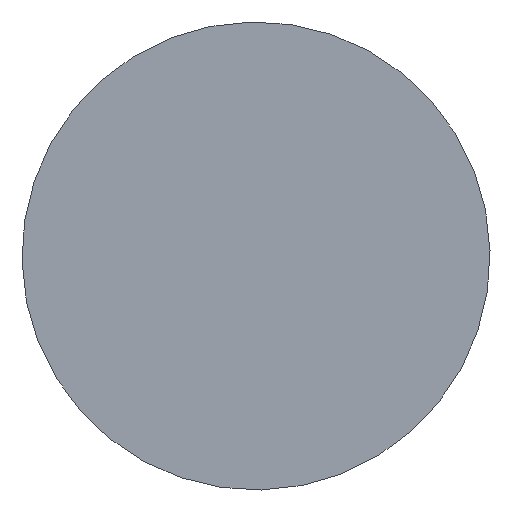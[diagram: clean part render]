
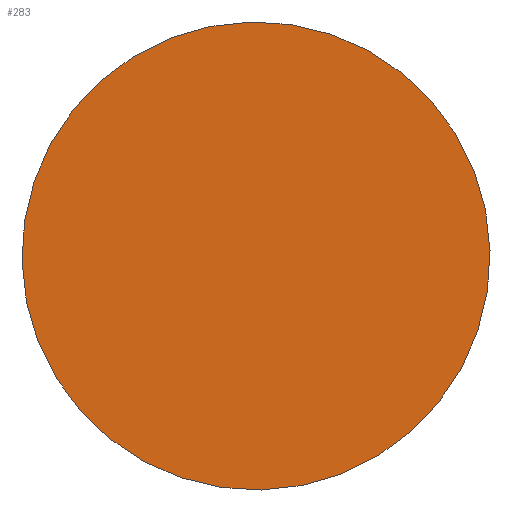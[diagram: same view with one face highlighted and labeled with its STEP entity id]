
A CAD part, front view. The second image highlights one B-rep face of the part: STEP entity #283.
In plain terms, the highlighted planar face has unit normal (0, -1, 0).
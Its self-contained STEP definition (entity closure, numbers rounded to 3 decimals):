
#217=AXIS2_PLACEMENT_3D('Circle Axis2P3D',#215,#216,$) ;
#236=AXIS2_PLACEMENT_3D('Circle Axis2P3D',#234,#235,$) ;
#277=AXIS2_PLACEMENT_3D('Plane Axis2P3D',#274,#275,#276) ;
#212=CARTESIAN_POINT('Vertex',(5.993,0.,10.97)) ;
#215=CARTESIAN_POINT('Axis2P3D Location',(0.,0.,0.)) ;
#219=CARTESIAN_POINT('Vertex',(-5.993,0.,-10.97)) ;
#234=CARTESIAN_POINT('Axis2P3D Location',(0.,0.,0.)) ;
#274=CARTESIAN_POINT('Axis2P3D Location',(0.,0.,0.)) ;
#216=DIRECTION('Axis2P3D Direction',(0.,1.,0.)) ;
#235=DIRECTION('Axis2P3D Direction',(0.,1.,0.)) ;
#275=DIRECTION('Axis2P3D Direction',(0.,1.,0.)) ;
#276=DIRECTION('Axis2P3D XDirection',(1.,-0.,0.)) ;
#280=ORIENTED_EDGE('',*,*,#221,.F.) ;
#281=ORIENTED_EDGE('',*,*,#238,.F.) ;
#283=ADVANCED_FACE('PartBody',(#282),#278,.F.) ;
#218=CIRCLE('generated circle',#217,12.5) ;
#237=CIRCLE('generated circle',#236,12.5) ;
#221=EDGE_CURVE('',#213,#220,#218,.T.) ;
#238=EDGE_CURVE('',#220,#213,#237,.T.) ;
#279=EDGE_LOOP('',(#280,#281)) ;
#282=FACE_OUTER_BOUND('',#279,.T.) ;
#278=PLANE('',#277) ;
#213=VERTEX_POINT('',#212) ;
#220=VERTEX_POINT('',#219) ;
